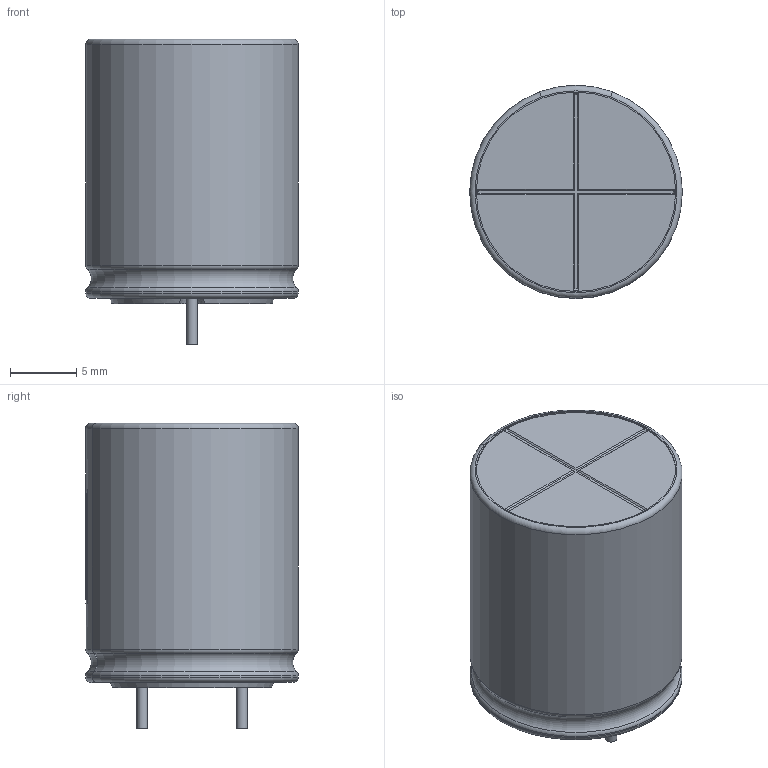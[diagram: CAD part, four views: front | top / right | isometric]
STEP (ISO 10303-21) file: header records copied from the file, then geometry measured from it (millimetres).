
FILE_DESCRIPTION(('STEP AP214'), '1');
FILE_NAME('capacitor_vertical_mount', '2020-03-30T19:02:19', ('Che'), (''), 'ASCON STEP Converter 1.3', 'ASCON Math Kernel', '');
FILE_SCHEMA(('AUTOMOTIVE_DESIGN { 1 0 10303 214 3 1 1}'));
Length unit declared in the file: millimetre
Bounding box: 16 x 16.01 x 23.01 mm (x, y, z)
Volume: 3920.3 mm3; surface area: 1421.6 mm2
Topology: 1 solids, 1 shells, 60 faces, 156 edges, 104 vertices
Faces by surface type: plane 36, cylinder 10, torus 10, cone 4
Full cylindrical faces by diameter (mm): 0.8 x2, 12.8 x1, 15 x1
Entity records: 2384 total; most frequent: CARTESIAN_POINT 341, DIRECTION 334, ORIENTED_EDGE 304, EDGE_CURVE 152, AXIS2_PLACEMENT_3D 125, VERTEX_POINT 104, LINE 84, VECTOR 84
